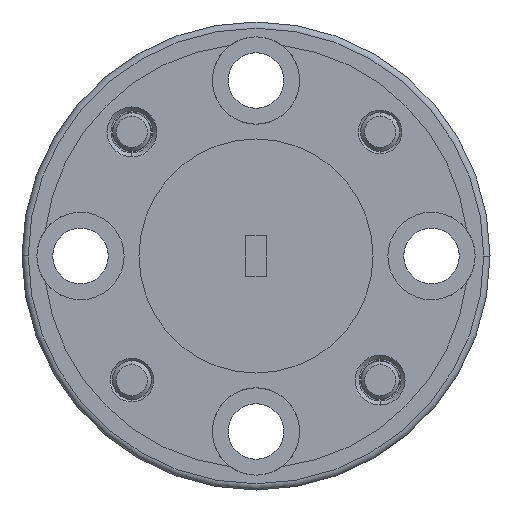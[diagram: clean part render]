
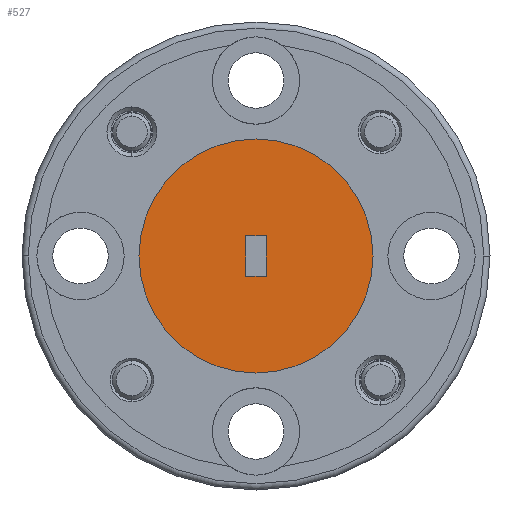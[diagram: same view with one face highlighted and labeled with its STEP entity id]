
A CAD part, left-side view. The second image highlights one B-rep face of the part: STEP entity #527.
In plain terms, the highlighted planar face has unit normal (-1, 0, 0).
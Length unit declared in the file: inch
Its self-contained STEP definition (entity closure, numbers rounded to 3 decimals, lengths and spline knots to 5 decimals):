
#63 = DIRECTION ( 'NONE',  ( 0., -1., 0. ) ) ;
#93 = CIRCLE ( 'NONE', #306, 0.1875 ) ;
#109 = EDGE_CURVE ( 'NONE', #1624, #4683, #2421, .T. ) ;
#191 = ORIENTED_EDGE ( 'NONE', *, *, #109, .T. ) ;
#244 = EDGE_LOOP ( 'NONE', ( #191, #4389, #4614, #446 ) ) ;
#280 = VERTEX_POINT ( 'NONE', #1778 ) ;
#306 = AXIS2_PLACEMENT_3D ( 'NONE', #3700, #2924, #1519 ) ;
#334 = EDGE_CURVE ( 'NONE', #280, #4648, #93, .T. ) ;
#361 = EDGE_CURVE ( 'NONE', #4648, #280, #926, .T. ) ;
#446 = ORIENTED_EDGE ( 'NONE', *, *, #996, .T. ) ;
#520 = VERTEX_POINT ( 'NONE', #1903 ) ;
#527 = ADVANCED_FACE ( 'NONE', ( #1175, #771 ), #4416, .T. ) ;
#663 = CARTESIAN_POINT ( 'NONE',  ( 0., 0.01625, -0.0325 ) ) ;
#771 = FACE_OUTER_BOUND ( 'NONE', #3836, .T. ) ;
#803 = CARTESIAN_POINT ( 'NONE',  ( 0., -0.1875, 0. ) ) ;
#860 = CARTESIAN_POINT ( 'NONE',  ( 0., -0.01625, -0.0325 ) ) ;
#926 = CIRCLE ( 'NONE', #3119, 0.1875 ) ;
#996 = EDGE_CURVE ( 'NONE', #2749, #1624, #3916, .T. ) ;
#1128 = CARTESIAN_POINT ( 'NONE',  ( 0., 0., 0. ) ) ;
#1175 = FACE_BOUND ( 'NONE', #244, .T. ) ;
#1179 = EDGE_CURVE ( 'NONE', #520, #2749, #3043, .T. ) ;
#1478 = DIRECTION ( 'NONE',  ( -1., 0., 0. ) ) ;
#1519 = DIRECTION ( 'NONE',  ( 0., -1., 0. ) ) ;
#1624 = VERTEX_POINT ( 'NONE', #3910 ) ;
#1749 = VECTOR ( 'NONE', #4617, 39.37008 ) ;
#1778 = CARTESIAN_POINT ( 'NONE',  ( 0., 0.1875, 0. ) ) ;
#1794 = CARTESIAN_POINT ( 'NONE',  ( 0., 0.01625, -0.0325 ) ) ;
#1903 = CARTESIAN_POINT ( 'NONE',  ( 0., -0.01625, -0.0325 ) ) ;
#2342 = DIRECTION ( 'NONE',  ( 0., 1., 0. ) ) ;
#2386 = CARTESIAN_POINT ( 'NONE',  ( 0., -0.01625, -0.0325 ) ) ;
#2421 = LINE ( 'NONE', #4671, #1749 ) ;
#2436 = DIRECTION ( 'NONE',  ( 0., 0., -1. ) ) ;
#2568 = DIRECTION ( 'NONE',  ( 0., -1., 0. ) ) ;
#2570 = EDGE_CURVE ( 'NONE', #4683, #520, #3173, .T. ) ;
#2749 = VERTEX_POINT ( 'NONE', #663 ) ;
#2868 = DIRECTION ( 'NONE',  ( 0., 0., 1. ) ) ;
#2872 = ORIENTED_EDGE ( 'NONE', *, *, #361, .T. ) ;
#2924 = DIRECTION ( 'NONE',  ( -1., 0., 0. ) ) ;
#2943 = CARTESIAN_POINT ( 'NONE',  ( 0., -0.01625, 0.0325 ) ) ;
#3043 = LINE ( 'NONE', #860, #3323 ) ;
#3119 = AXIS2_PLACEMENT_3D ( 'NONE', #3329, #3649, #2568 ) ;
#3173 = LINE ( 'NONE', #2386, #3230 ) ;
#3230 = VECTOR ( 'NONE', #2436, 39.37008 ) ;
#3323 = VECTOR ( 'NONE', #2342, 39.37008 ) ;
#3329 = CARTESIAN_POINT ( 'NONE',  ( 0., 0., 0. ) ) ;
#3508 = ORIENTED_EDGE ( 'NONE', *, *, #334, .T. ) ;
#3539 = VECTOR ( 'NONE', #2868, 39.37008 ) ;
#3649 = DIRECTION ( 'NONE',  ( -1., 0., 0. ) ) ;
#3700 = CARTESIAN_POINT ( 'NONE',  ( 0., 0., 0. ) ) ;
#3836 = EDGE_LOOP ( 'NONE', ( #2872, #3508 ) ) ;
#3910 = CARTESIAN_POINT ( 'NONE',  ( 0., 0.01625, 0.0325 ) ) ;
#3916 = LINE ( 'NONE', #1794, #3539 ) ;
#4389 = ORIENTED_EDGE ( 'NONE', *, *, #2570, .T. ) ;
#4416 = PLANE ( 'NONE',  #4588 ) ;
#4588 = AXIS2_PLACEMENT_3D ( 'NONE', #1128, #1478, #63 ) ;
#4614 = ORIENTED_EDGE ( 'NONE', *, *, #1179, .T. ) ;
#4617 = DIRECTION ( 'NONE',  ( 0., -1., 0. ) ) ;
#4648 = VERTEX_POINT ( 'NONE', #803 ) ;
#4671 = CARTESIAN_POINT ( 'NONE',  ( 0., -0.01625, 0.0325 ) ) ;
#4683 = VERTEX_POINT ( 'NONE', #2943 ) ;
